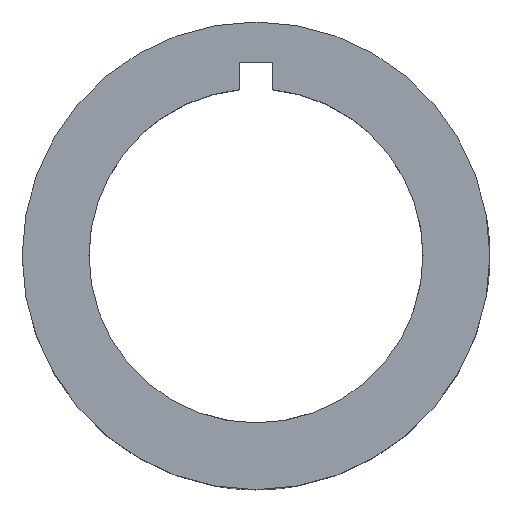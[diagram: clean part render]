
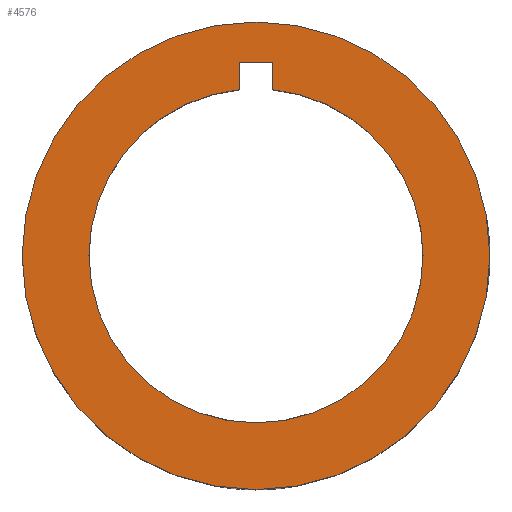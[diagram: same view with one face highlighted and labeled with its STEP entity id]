
A CAD part, top view. The second image highlights one B-rep face of the part: STEP entity #4576.
In plain terms, the highlighted planar face has unit normal (0, 0, 1).
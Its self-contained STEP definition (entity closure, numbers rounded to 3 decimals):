
#16 = LINE ( 'NONE', #4860, #4788 ) ;
#17 = ORIENTED_EDGE ( 'NONE', *, *, #3766, .F. ) ;
#92 = CIRCLE ( 'NONE', #3220, 25. ) ;
#174 = DIRECTION ( 'NONE',  ( 1., 0., 0. ) ) ;
#298 = FACE_OUTER_BOUND ( 'NONE', #3189, .T. ) ;
#431 = CARTESIAN_POINT ( 'NONE',  ( 0., 0., 30. ) ) ;
#459 = EDGE_CURVE ( 'NONE', #1801, #5230, #92, .T. ) ;
#486 = CARTESIAN_POINT ( 'NONE',  ( 2.5, 24.875, 30. ) ) ;
#755 = EDGE_CURVE ( 'NONE', #5014, #3823, #1436, .T. ) ;
#878 = VERTEX_POINT ( 'NONE', #1883 ) ;
#922 = LINE ( 'NONE', #4091, #3113 ) ;
#925 = AXIS2_PLACEMENT_3D ( 'NONE', #2899, #2084, #4495 ) ;
#970 = DIRECTION ( 'NONE',  ( 0., 0., 1. ) ) ;
#1059 = FACE_BOUND ( 'NONE', #4868, .T. ) ;
#1114 = CARTESIAN_POINT ( 'NONE',  ( 0., 0., 30. ) ) ;
#1139 = CARTESIAN_POINT ( 'NONE',  ( 25., 0., 30. ) ) ;
#1436 = CIRCLE ( 'NONE', #4409, 35. ) ;
#1535 = EDGE_CURVE ( 'NONE', #4354, #878, #1864, .T. ) ;
#1604 = ORIENTED_EDGE ( 'NONE', *, *, #755, .T. ) ;
#1614 = LINE ( 'NONE', #1641, #1655 ) ;
#1641 = CARTESIAN_POINT ( 'NONE',  ( -2.5, 29., 30. ) ) ;
#1655 = VECTOR ( 'NONE', #3278, 1000. ) ;
#1801 = VERTEX_POINT ( 'NONE', #1139 ) ;
#1864 = CIRCLE ( 'NONE', #4146, 25. ) ;
#1883 = CARTESIAN_POINT ( 'NONE',  ( -25., 0., 30. ) ) ;
#2051 = DIRECTION ( 'NONE',  ( 0., 0., 1. ) ) ;
#2053 = ORIENTED_EDGE ( 'NONE', *, *, #1535, .F. ) ;
#2084 = DIRECTION ( 'NONE',  ( 0., 0., 1. ) ) ;
#2100 = DIRECTION ( 'NONE',  ( 0., 1., 0. ) ) ;
#2222 = CARTESIAN_POINT ( 'NONE',  ( 0., 0., 30. ) ) ;
#2227 = CARTESIAN_POINT ( 'NONE',  ( 2.5, 29., 30. ) ) ;
#2245 = CARTESIAN_POINT ( 'NONE',  ( 0., 0., 30. ) ) ;
#2339 = CARTESIAN_POINT ( 'NONE',  ( -35., 0., 30. ) ) ;
#2413 = EDGE_CURVE ( 'NONE', #3823, #5014, #3339, .T. ) ;
#2446 = AXIS2_PLACEMENT_3D ( 'NONE', #2622, #4297, #3846 ) ;
#2622 = CARTESIAN_POINT ( 'NONE',  ( 0., 0., 30. ) ) ;
#2649 = CARTESIAN_POINT ( 'NONE',  ( -2.5, 24.875, 30. ) ) ;
#2706 = ORIENTED_EDGE ( 'NONE', *, *, #2413, .T. ) ;
#2724 = DIRECTION ( 'NONE',  ( 0., 0., 1. ) ) ;
#2789 = VERTEX_POINT ( 'NONE', #4145 ) ;
#2899 = CARTESIAN_POINT ( 'NONE',  ( 0., 0., 30. ) ) ;
#2948 = EDGE_CURVE ( 'NONE', #2789, #4354, #16, .T. ) ;
#2999 = ORIENTED_EDGE ( 'NONE', *, *, #4989, .F. ) ;
#3113 = VECTOR ( 'NONE', #2100, 1000. ) ;
#3189 = EDGE_LOOP ( 'NONE', ( #1604, #2706 ) ) ;
#3200 = CARTESIAN_POINT ( 'NONE',  ( 35., 0., 30. ) ) ;
#3220 = AXIS2_PLACEMENT_3D ( 'NONE', #2222, #2724, #3525 ) ;
#3278 = DIRECTION ( 'NONE',  ( -1., 0., 0. ) ) ;
#3339 = CIRCLE ( 'NONE', #925, 35. ) ;
#3476 = PLANE ( 'NONE',  #2446 ) ;
#3525 = DIRECTION ( 'NONE',  ( 1., 0., 0. ) ) ;
#3664 = DIRECTION ( 'NONE',  ( 1., 0., 0. ) ) ;
#3721 = ORIENTED_EDGE ( 'NONE', *, *, #2948, .F. ) ;
#3766 = EDGE_CURVE ( 'NONE', #4494, #2789, #1614, .T. ) ;
#3767 = DIRECTION ( 'NONE',  ( 1., 0., 0. ) ) ;
#3823 = VERTEX_POINT ( 'NONE', #3200 ) ;
#3846 = DIRECTION ( 'NONE',  ( 1., 0., 0. ) ) ;
#3963 = ORIENTED_EDGE ( 'NONE', *, *, #459, .F. ) ;
#4055 = AXIS2_PLACEMENT_3D ( 'NONE', #431, #2051, #3664 ) ;
#4091 = CARTESIAN_POINT ( 'NONE',  ( 2.5, 21., 30. ) ) ;
#4122 = ORIENTED_EDGE ( 'NONE', *, *, #5058, .F. ) ;
#4145 = CARTESIAN_POINT ( 'NONE',  ( -2.5, 29., 30. ) ) ;
#4146 = AXIS2_PLACEMENT_3D ( 'NONE', #2245, #970, #3767 ) ;
#4297 = DIRECTION ( 'NONE',  ( 0., 0., 1. ) ) ;
#4323 = DIRECTION ( 'NONE',  ( 0., 0., 1. ) ) ;
#4354 = VERTEX_POINT ( 'NONE', #2649 ) ;
#4409 = AXIS2_PLACEMENT_3D ( 'NONE', #1114, #4323, #174 ) ;
#4494 = VERTEX_POINT ( 'NONE', #2227 ) ;
#4495 = DIRECTION ( 'NONE',  ( 1., 0., 0. ) ) ;
#4537 = DIRECTION ( 'NONE',  ( 0., -1., 0. ) ) ;
#4576 = ADVANCED_FACE ( 'NONE', ( #1059, #298 ), #3476, .T. ) ;
#4788 = VECTOR ( 'NONE', #4537, 1000. ) ;
#4860 = CARTESIAN_POINT ( 'NONE',  ( -2.5, 21., 30. ) ) ;
#4868 = EDGE_LOOP ( 'NONE', ( #4122, #3963, #2999, #2053, #3721, #17 ) ) ;
#4989 = EDGE_CURVE ( 'NONE', #878, #1801, #5231, .T. ) ;
#5014 = VERTEX_POINT ( 'NONE', #2339 ) ;
#5058 = EDGE_CURVE ( 'NONE', #5230, #4494, #922, .T. ) ;
#5230 = VERTEX_POINT ( 'NONE', #486 ) ;
#5231 = CIRCLE ( 'NONE', #4055, 25. ) ;
